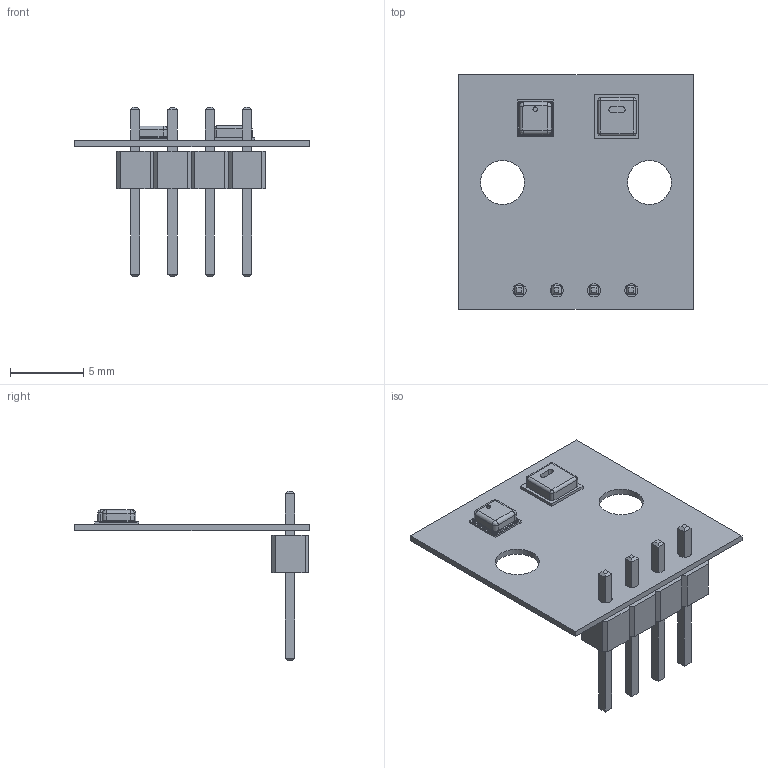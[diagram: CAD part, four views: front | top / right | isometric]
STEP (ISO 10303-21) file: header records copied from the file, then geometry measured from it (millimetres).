
FILE_DESCRIPTION(/* description */ (''),/* implementation_level */ '2;1');
FILE_NAME(/* name */ 'Untitled v1.step',/* time_stamp */ '2023-12-05T12:55:52+02:00',/* author */ (''),/* organization */ (''),/* preprocessor_version */ 'ST-DEVELOPER v20',/* originating_system */ 'Autodesk Translation Framework v12.14.0.127',/* authorisation */ '');
FILE_SCHEMA (('AUTOMOTIVE_DESIGN { 1 0 10303 214 3 1 1 }'));
Length unit declared in the file: millimetre
Products named in the file (8): Untitled; PCB2; Board; Open CASCADE STEP translator 6.8 1.1.1; Designator26; 5859968416; AHT20 Sensor; PinHeader_1x04_P2.54mm_Vertical
Assembly tree (7 placements, depth 4):
  Untitled
    PCB2
      Board
        Open CASCADE STEP translator 6.8 1.1.1
      Designator26
        5859968416
    AHT20 Sensor
    PinHeader_1x04_P2.54mm_Vertical
Bounding box: 16 x 16 x 11.54 mm (x, y, z)
Volume: 186 mm3; surface area: 811.1 mm2
Topology: 21 solids, 21 shells, 374 faces, 837 edges, 530 vertices
Faces by surface type: plane 307, cylinder 47, bspline 8, torus 8, sphere 4
Full cylindrical faces by diameter (mm): 0.2 x2, 0.3 x1, 0.9 x4, 3 x2
Entity records: 10804 total; most frequent: CARTESIAN_POINT 2064, DIRECTION 1689, ORIENTED_EDGE 1674, EDGE_CURVE 837, LINE 723, VECTOR 723, VERTEX_POINT 530, AXIS2_PLACEMENT_3D 483
